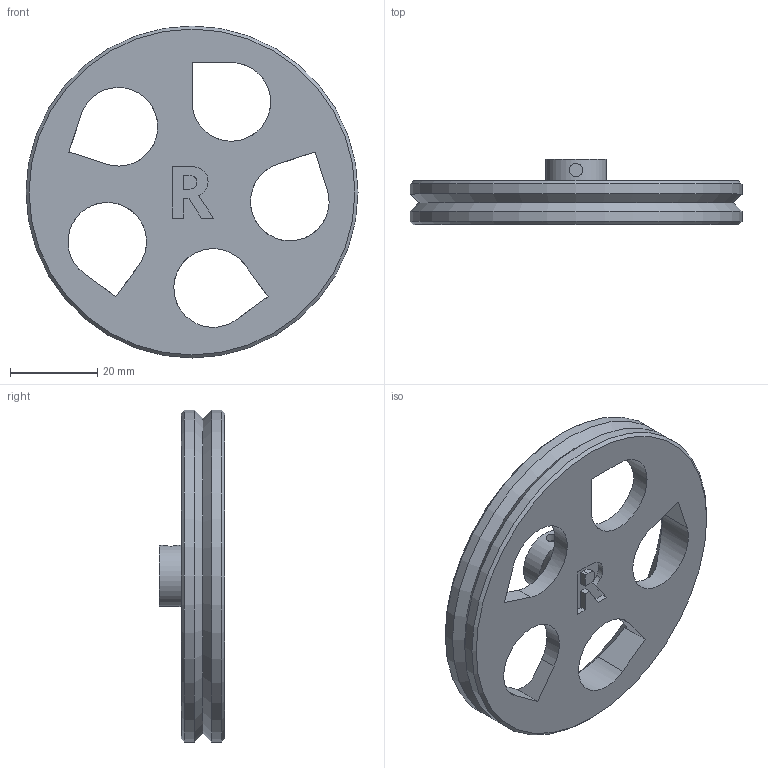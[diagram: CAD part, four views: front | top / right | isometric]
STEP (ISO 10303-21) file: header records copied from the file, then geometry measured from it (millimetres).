
FILE_DESCRIPTION(/* description */ ('STEP AP214'),/* implementation_level */ '2;1');
FILE_NAME(/* name */ '5fd2fb210c8acb0ea5ac818a',/* time_stamp */ '2020-12-11T04:52:50+00:00',/* author */ (''),/* organization */ (''),/* preprocessor_version */ 'ST-DEVELOPER v18.1',/* originating_system */ ' ',/* authorisation */ ' ');
FILE_SCHEMA (('AUTOMOTIVE_DESIGN {1 0 10303 214 3 1 1}'));
Length unit declared in the file: metre
Products named in the file (1): Wheel-Right
Bounding box: 76 x 15 x 76 mm (x, y, z)
Volume: 23662.7 mm3; surface area: 11483.1 mm2
Topology: 1 solids, 1 shells, 67 faces, 190 edges, 125 vertices
Faces by surface type: plane 35, cylinder 12, bspline 9, cone 6, torus 5
Full cylindrical faces by diameter (mm): 3 x2, 14 x1, 76 x2
Entity records: 2208 total; most frequent: CARTESIAN_POINT 537, ORIENTED_EDGE 348, DIRECTION 301, EDGE_CURVE 174, VERTEX_POINT 121, AXIS2_PLACEMENT_3D 102, LINE 97, VECTOR 97
